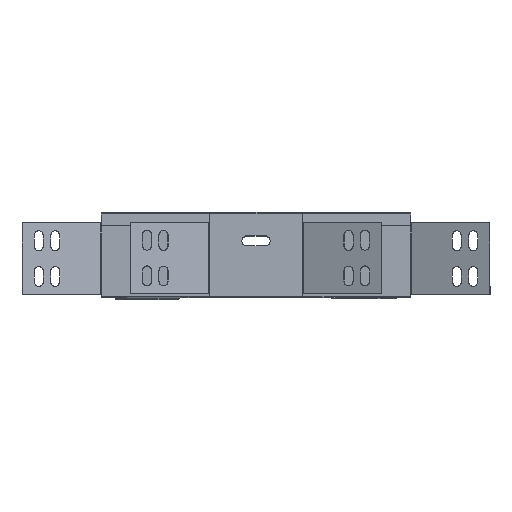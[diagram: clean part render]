
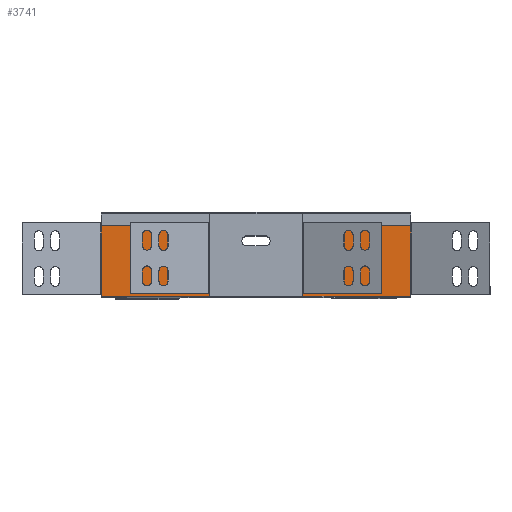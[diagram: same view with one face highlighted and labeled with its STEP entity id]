
A CAD part, top view. The second image highlights one B-rep face of the part: STEP entity #3741.
In plain terms, the highlighted planar face has unit normal (0, 0, 1).
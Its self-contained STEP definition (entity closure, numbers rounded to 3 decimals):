
#7 = CARTESIAN_POINT ( 'NONE',  ( 108.271, 0.7, 0.7 ) ) ;
#22 = DIRECTION ( 'NONE',  ( 0., -1., 0. ) ) ;
#75 = EDGE_CURVE ( 'NONE', #132, #5590, #4425, .T. ) ;
#132 = VERTEX_POINT ( 'NONE', #1195 ) ;
#179 = DIRECTION ( 'NONE',  ( 1., 0., 0. ) ) ;
#184 = AXIS2_PLACEMENT_3D ( 'NONE', #4450, #4472, #4479 ) ;
#235 = VECTOR ( 'NONE', #1705, 1000. ) ;
#237 = LINE ( 'NONE', #243, #5315 ) ;
#243 = CARTESIAN_POINT ( 'NONE',  ( 108.271, 0.7, 0.7 ) ) ;
#303 = CARTESIAN_POINT ( 'NONE',  ( 6.5, 42.9, 0.7 ) ) ;
#341 = DIRECTION ( 'NONE',  ( 0., -1., 0. ) ) ;
#351 = DIRECTION ( 'NONE',  ( 0., -1., 0. ) ) ;
#405 = CARTESIAN_POINT ( 'NONE',  ( 108.271, 2.3, 0.7 ) ) ;
#489 = LINE ( 'NONE', #2010, #5092 ) ;
#502 = EDGE_CURVE ( 'NONE', #6077, #5787, #3272, .T. ) ;
#674 = DIRECTION ( 'NONE',  ( -1., 0., 0. ) ) ;
#719 = CARTESIAN_POINT ( 'NONE',  ( -108.127, 1.377, 0.7 ) ) ;
#810 = CARTESIAN_POINT ( 'NONE',  ( -108.199, 1.538, 0.7 ) ) ;
#836 = CARTESIAN_POINT ( 'NONE',  ( -108.271, 1.7, 0.7 ) ) ;
#843 = CARTESIAN_POINT ( 'NONE',  ( -108.007, 1.044, 0.7 ) ) ;
#871 = CARTESIAN_POINT ( 'NONE',  ( -107.958, 0.873, 0.7 ) ) ;
#882 = CARTESIAN_POINT ( 'NONE',  ( -107.919, 0.7, 0.7 ) ) ;
#1022 = VECTOR ( 'NONE', #2473, 1000. ) ;
#1037 = FACE_BOUND ( 'NONE', #4361, .T. ) ;
#1139 = LINE ( 'NONE', #1680, #235 ) ;
#1150 = EDGE_CURVE ( 'NONE', #6034, #6077, #1292, .T. ) ;
#1173 = CARTESIAN_POINT ( 'NONE',  ( 107.919, 0.7, 0.7 ) ) ;
#1195 = CARTESIAN_POINT ( 'NONE',  ( 108.271, 52.3, 0.7 ) ) ;
#1268 = DIRECTION ( 'NONE',  ( 0., -1., 0. ) ) ;
#1292 = CIRCLE ( 'NONE', #184, 3.5 ) ;
#1471 = EDGE_CURVE ( 'NONE', #5482, #2585, #3971, .T. ) ;
#1655 = LINE ( 'NONE', #2479, #1022 ) ;
#1680 = CARTESIAN_POINT ( 'NONE',  ( 108.271, 57.7, 0.7 ) ) ;
#1705 = DIRECTION ( 'NONE',  ( 0., 1., 0. ) ) ;
#1801 = CARTESIAN_POINT ( 'NONE',  ( -108.271, 52.3, 0.7 ) ) ;
#1873 = EDGE_CURVE ( 'NONE', #5955, #5305, #2036, .T. ) ;
#1875 = EDGE_LOOP ( 'NONE', ( #4015, #5668, #3488, #5736, #2845, #2916, #4092, #3534, #3993, #3036, #3648, #3232 ) ) ;
#1927 = CARTESIAN_POINT ( 'NONE',  ( -108.271, 58.7, 0.7 ) ) ;
#1982 = CIRCLE ( 'NONE', #5265, 3.5 ) ;
#2003 = VERTEX_POINT ( 'NONE', #1801 ) ;
#2010 = CARTESIAN_POINT ( 'NONE',  ( 0., 58.7, 0.7 ) ) ;
#2020 = DIRECTION ( 'NONE',  ( -1., 0., 0. ) ) ;
#2036 = B_SPLINE_CURVE_WITH_KNOTS ( 'NONE', 3,
 ( #836, #810, #719, #843, #871, #882 ),
 .UNSPECIFIED., .F., .F.,
 ( 4, 2, 4 ),
 ( 0.007, 0.007, 0.008 ),
 .UNSPECIFIED. ) ;
#2104 = EDGE_CURVE ( 'NONE', #4810, #4043, #1655, .T. ) ;
#2183 = LINE ( 'NONE', #1927, #2467 ) ;
#2458 = VECTOR ( 'NONE', #179, 1000. ) ;
#2467 = VECTOR ( 'NONE', #2518, 1000. ) ;
#2473 = DIRECTION ( 'NONE',  ( 0., 1., 0. ) ) ;
#2479 = CARTESIAN_POINT ( 'NONE',  ( -108.271, 0., 0.7 ) ) ;
#2518 = DIRECTION ( 'NONE',  ( 0., 1., 0. ) ) ;
#2585 = VERTEX_POINT ( 'NONE', #1173 ) ;
#2838 = CARTESIAN_POINT ( 'NONE',  ( 108.271, 1.7, 0.7 ) ) ;
#2845 = ORIENTED_EDGE ( 'NONE', *, *, #4348, .F. ) ;
#2862 = EDGE_CURVE ( 'NONE', #3475, #132, #237, .T. ) ;
#2889 = CARTESIAN_POINT ( 'NONE',  ( -108.271, 2.3, 0.7 ) ) ;
#2907 = CARTESIAN_POINT ( 'NONE',  ( -108.271, 58.7, 0.7 ) ) ;
#2916 = ORIENTED_EDGE ( 'NONE', *, *, #1471, .F. ) ;
#3003 = CARTESIAN_POINT ( 'NONE',  ( 6.5, 42.9, 0.7 ) ) ;
#3024 = CARTESIAN_POINT ( 'NONE',  ( -108.271, 57.7, 0.7 ) ) ;
#3029 = DIRECTION ( 'NONE',  ( 0., -1., 0. ) ) ;
#3035 = EDGE_CURVE ( 'NONE', #3475, #3905, #1139, .T. ) ;
#3036 = ORIENTED_EDGE ( 'NONE', *, *, #3035, .T. ) ;
#3060 = VECTOR ( 'NONE', #674, 1000. ) ;
#3070 = DIRECTION ( 'NONE',  ( 0., 0., 1. ) ) ;
#3072 = EDGE_CURVE ( 'NONE', #3905, #4043, #489, .T. ) ;
#3077 = CARTESIAN_POINT ( 'NONE',  ( 108.199, 1.538, 0.7 ) ) ;
#3096 = CARTESIAN_POINT ( 'NONE',  ( -6.5, 35.9, 0.7 ) ) ;
#3232 = ORIENTED_EDGE ( 'NONE', *, *, #2104, .F. ) ;
#3272 = LINE ( 'NONE', #3732, #3060 ) ;
#3307 = LINE ( 'NONE', #3696, #3617 ) ;
#3377 = CARTESIAN_POINT ( 'NONE',  ( 0., 0., 0.7 ) ) ;
#3438 = CARTESIAN_POINT ( 'NONE',  ( -108.271, 1.7, 0.7 ) ) ;
#3462 = CARTESIAN_POINT ( 'NONE',  ( 108.007, 1.044, 0.7 ) ) ;
#3475 = VERTEX_POINT ( 'NONE', #4692 ) ;
#3488 = ORIENTED_EDGE ( 'NONE', *, *, #4913, .F. ) ;
#3514 = DIRECTION ( 'NONE',  ( -1., 0., 0. ) ) ;
#3534 = ORIENTED_EDGE ( 'NONE', *, *, #75, .F. ) ;
#3559 = CARTESIAN_POINT ( 'NONE',  ( 107.958, 0.873, 0.7 ) ) ;
#3582 = CARTESIAN_POINT ( 'NONE',  ( 107.919, 0.7, 0.7 ) ) ;
#3617 = VECTOR ( 'NONE', #3514, 1000. ) ;
#3648 = ORIENTED_EDGE ( 'NONE', *, *, #3072, .T. ) ;
#3666 = CARTESIAN_POINT ( 'NONE',  ( -107.919, 0.7, 0.7 ) ) ;
#3677 = CARTESIAN_POINT ( 'NONE',  ( -6.5, 39.4, 0.7 ) ) ;
#3696 = CARTESIAN_POINT ( 'NONE',  ( 0., 0.7, 0.7 ) ) ;
#3724 = VECTOR ( 'NONE', #1268, 1000. ) ;
#3732 = CARTESIAN_POINT ( 'NONE',  ( 6.5, 35.9, 0.7 ) ) ;
#3741 = ADVANCED_FACE ( 'NONE', ( #1037, #5587 ), #3920, .T. ) ;
#3833 = VECTOR ( 'NONE', #22, 1000. ) ;
#3850 = CARTESIAN_POINT ( 'NONE',  ( 108.271, 1.7, 0.7 ) ) ;
#3905 = VERTEX_POINT ( 'NONE', #4811 ) ;
#3920 = PLANE ( 'NONE',  #5014 ) ;
#3971 = B_SPLINE_CURVE_WITH_KNOTS ( 'NONE', 3,
 ( #2838, #3077, #6149, #3462, #3559, #3582 ),
 .UNSPECIFIED., .F., .F.,
 ( 4, 2, 4 ),
 ( 0.007, 0.007, 0.008 ),
 .UNSPECIFIED. ) ;
#3993 = ORIENTED_EDGE ( 'NONE', *, *, #2862, .F. ) ;
#4015 = ORIENTED_EDGE ( 'NONE', *, *, #4078, .F. ) ;
#4043 = VERTEX_POINT ( 'NONE', #2907 ) ;
#4078 = EDGE_CURVE ( 'NONE', #2003, #4810, #5370, .T. ) ;
#4092 = ORIENTED_EDGE ( 'NONE', *, *, #4971, .F. ) ;
#4158 = ORIENTED_EDGE ( 'NONE', *, *, #4172, .T. ) ;
#4172 = EDGE_CURVE ( 'NONE', #5787, #5287, #1982, .T. ) ;
#4206 = ORIENTED_EDGE ( 'NONE', *, *, #502, .T. ) ;
#4216 = DIRECTION ( 'NONE',  ( 0., -1., 0. ) ) ;
#4348 = EDGE_CURVE ( 'NONE', #2585, #5305, #3307, .T. ) ;
#4361 = EDGE_LOOP ( 'NONE', ( #4939, #4206, #4158, #5255 ) ) ;
#4425 = LINE ( 'NONE', #6143, #3724 ) ;
#4450 = CARTESIAN_POINT ( 'NONE',  ( 6.5, 39.4, 0.7 ) ) ;
#4472 = DIRECTION ( 'NONE',  ( 0., 0., -1. ) ) ;
#4479 = DIRECTION ( 'NONE',  ( 0., -1., 0. ) ) ;
#4663 = CARTESIAN_POINT ( 'NONE',  ( -6.5, 42.9, 0.7 ) ) ;
#4668 = LINE ( 'NONE', #4705, #5807 ) ;
#4692 = CARTESIAN_POINT ( 'NONE',  ( 108.271, 57.7, 0.7 ) ) ;
#4705 = CARTESIAN_POINT ( 'NONE',  ( -108.271, 0., 0.7 ) ) ;
#4810 = VERTEX_POINT ( 'NONE', #3024 ) ;
#4811 = CARTESIAN_POINT ( 'NONE',  ( 108.271, 58.7, 0.7 ) ) ;
#4820 = VERTEX_POINT ( 'NONE', #2889 ) ;
#4826 = DIRECTION ( 'NONE',  ( 0., 1., 0. ) ) ;
#4913 = EDGE_CURVE ( 'NONE', #5955, #4820, #2183, .T. ) ;
#4939 = ORIENTED_EDGE ( 'NONE', *, *, #1150, .T. ) ;
#4971 = EDGE_CURVE ( 'NONE', #5590, #5482, #6163, .T. ) ;
#4977 = EDGE_CURVE ( 'NONE', #5287, #6034, #5290, .T. ) ;
#5014 = AXIS2_PLACEMENT_3D ( 'NONE', #3377, #3070, #3029 ) ;
#5088 = VECTOR ( 'NONE', #4826, 1000. ) ;
#5092 = VECTOR ( 'NONE', #2020, 1000. ) ;
#5252 = CARTESIAN_POINT ( 'NONE',  ( -108.271, 58.7, 0.7 ) ) ;
#5255 = ORIENTED_EDGE ( 'NONE', *, *, #4977, .T. ) ;
#5265 = AXIS2_PLACEMENT_3D ( 'NONE', #3677, #5858, #341 ) ;
#5283 = EDGE_CURVE ( 'NONE', #2003, #4820, #4668, .T. ) ;
#5287 = VERTEX_POINT ( 'NONE', #4663 ) ;
#5290 = LINE ( 'NONE', #303, #2458 ) ;
#5305 = VERTEX_POINT ( 'NONE', #3666 ) ;
#5315 = VECTOR ( 'NONE', #351, 1000. ) ;
#5370 = LINE ( 'NONE', #5252, #5088 ) ;
#5482 = VERTEX_POINT ( 'NONE', #3850 ) ;
#5513 = CARTESIAN_POINT ( 'NONE',  ( 6.5, 35.9, 0.7 ) ) ;
#5587 = FACE_OUTER_BOUND ( 'NONE', #1875, .T. ) ;
#5590 = VERTEX_POINT ( 'NONE', #405 ) ;
#5668 = ORIENTED_EDGE ( 'NONE', *, *, #5283, .T. ) ;
#5736 = ORIENTED_EDGE ( 'NONE', *, *, #1873, .T. ) ;
#5787 = VERTEX_POINT ( 'NONE', #3096 ) ;
#5807 = VECTOR ( 'NONE', #4216, 1000. ) ;
#5858 = DIRECTION ( 'NONE',  ( 0., 0., -1. ) ) ;
#5955 = VERTEX_POINT ( 'NONE', #3438 ) ;
#6034 = VERTEX_POINT ( 'NONE', #3003 ) ;
#6077 = VERTEX_POINT ( 'NONE', #5513 ) ;
#6143 = CARTESIAN_POINT ( 'NONE',  ( 108.271, 0., 0.7 ) ) ;
#6149 = CARTESIAN_POINT ( 'NONE',  ( 108.127, 1.377, 0.7 ) ) ;
#6163 = LINE ( 'NONE', #7, #3833 ) ;
